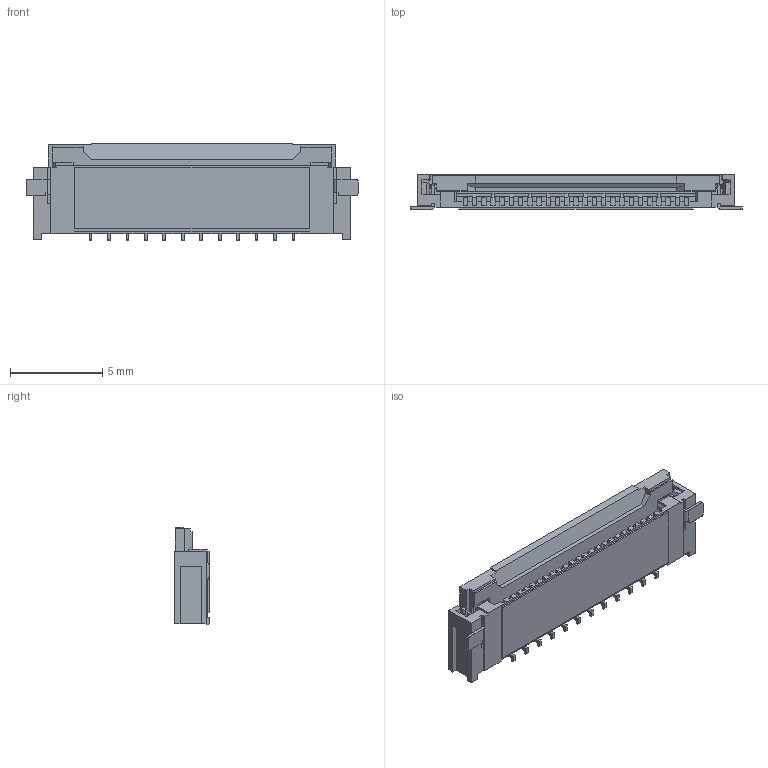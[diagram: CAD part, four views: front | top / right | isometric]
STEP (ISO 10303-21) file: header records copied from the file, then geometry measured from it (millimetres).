
FILE_DESCRIPTION(('STEP AP242'),'1');
FILE_NAME('2005280120.stp','2024-06-20T23:53:45',('TraceParts'),('TraceParts S.A.'),'Spatial InterOp 3D',' ',' ');
FILE_SCHEMA(('AP242_MANAGED_MODEL_BASED_3D_ENGINEERING_MIM_LF {1 0 10303 442 1 1 4}'));
Length unit declared in the file: millimetre
Products named in the file (1): 2005280120_1
Bounding box: 18 x 1.9 x 5.3 mm (x, y, z)
Volume: 100.9 mm3; surface area: 404.1 mm2
Topology: 1 solids, 1 shells, 859 faces, 2630 edges, 1806 vertices
Faces by surface type: plane 795, cylinder 64
Entity records: 28916 total; most frequent: CARTESIAN_POINT 5249, ORIENTED_EDGE 5148, DIRECTION 4500, EDGE_CURVE 2574, LINE 2470, VECTOR 2470, VERTEX_POINT 1694, AXIS2_PLACEMENT_3D 1015
